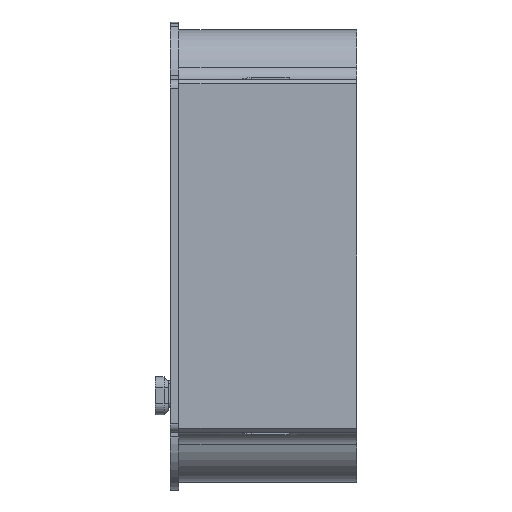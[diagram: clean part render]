
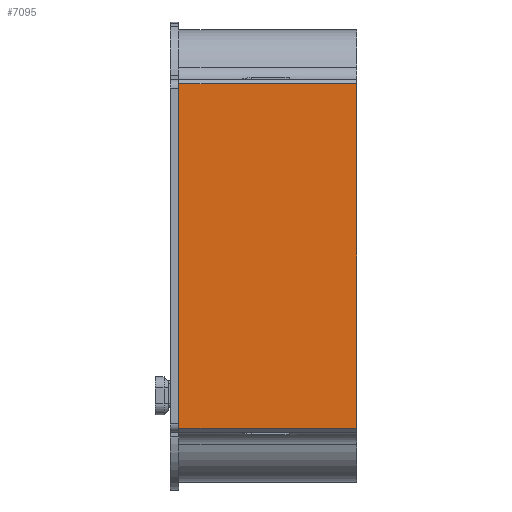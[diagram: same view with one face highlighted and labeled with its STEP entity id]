
A CAD part, left-side view. The second image highlights one B-rep face of the part: STEP entity #7095.
In plain terms, the highlighted planar face has unit normal (-1, 0, 0).
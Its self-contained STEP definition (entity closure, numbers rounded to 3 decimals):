
#131=PLANE('',#7596);
#417=FACE_OUTER_BOUND('',#798,.T.);
#798=EDGE_LOOP('',(#5339,#5340,#5341,#5342));
#1354=LINE('',#10896,#2145);
#1355=LINE('',#10898,#2146);
#1356=LINE('',#10900,#2147);
#1357=LINE('',#10901,#2148);
#2145=VECTOR('',#8712,10.);
#2146=VECTOR('',#8713,10.);
#2147=VECTOR('',#8714,10.);
#2148=VECTOR('',#8715,10.);
#3217=VERTEX_POINT('',#10894);
#3218=VERTEX_POINT('',#10895);
#3219=VERTEX_POINT('',#10897);
#3220=VERTEX_POINT('',#10899);
#4027=EDGE_CURVE('',#3217,#3218,#1354,.T.);
#4028=EDGE_CURVE('',#3219,#3217,#1355,.T.);
#4029=EDGE_CURVE('',#3220,#3219,#1356,.T.);
#4030=EDGE_CURVE('',#3218,#3220,#1357,.T.);
#5339=ORIENTED_EDGE('',*,*,#4027,.F.);
#5340=ORIENTED_EDGE('',*,*,#4028,.F.);
#5341=ORIENTED_EDGE('',*,*,#4029,.F.);
#5342=ORIENTED_EDGE('',*,*,#4030,.F.);
#7095=ADVANCED_FACE('',(#417),#131,.T.);
#7596=AXIS2_PLACEMENT_3D('',#10893,#8710,#8711);
#8710=DIRECTION('center_axis',(-1.,0.,0.));
#8711=DIRECTION('ref_axis',(0.,0.,-1.));
#8712=DIRECTION('',(0.,0.,1.));
#8713=DIRECTION('',(0.,1.,0.));
#8714=DIRECTION('',(0.,0.,-1.));
#8715=DIRECTION('',(0.,-1.,0.));
#10893=CARTESIAN_POINT('Origin',(-188.231,13.,29.124));
#10894=CARTESIAN_POINT('',(-188.231,13.,-11.976));
#10895=CARTESIAN_POINT('',(-188.231,13.,28.624));
#10896=CARTESIAN_POINT('',(-188.231,13.,-12.476));
#10897=CARTESIAN_POINT('',(-188.231,-8.,-11.976));
#10898=CARTESIAN_POINT('',(-188.231,13.,-11.976));
#10899=CARTESIAN_POINT('',(-188.231,-8.,28.624));
#10900=CARTESIAN_POINT('',(-188.231,-8.,-12.476));
#10901=CARTESIAN_POINT('',(-188.231,13.,28.624));
